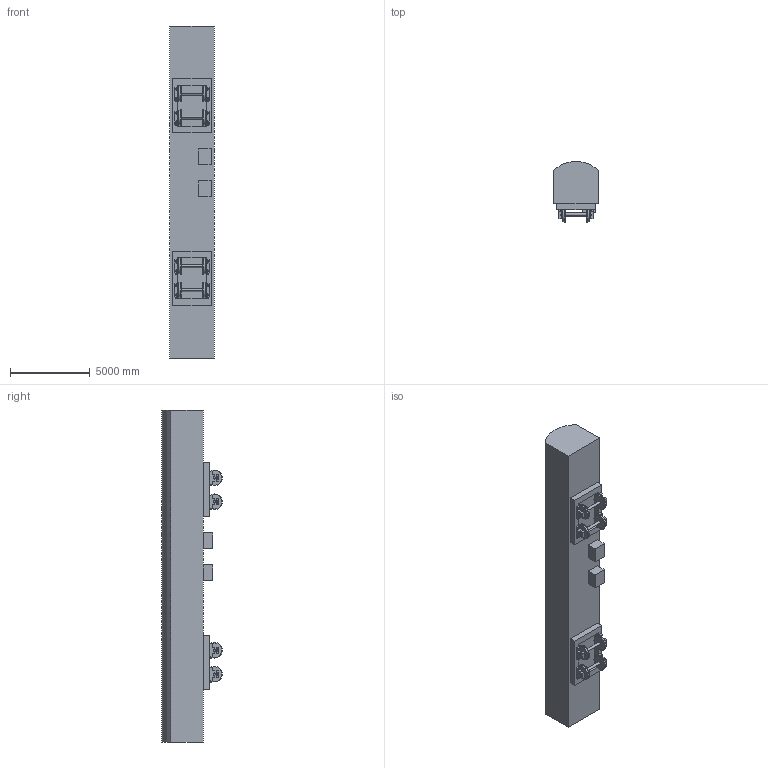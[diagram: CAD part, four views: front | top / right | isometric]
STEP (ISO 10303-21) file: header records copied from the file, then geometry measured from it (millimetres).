
FILE_DESCRIPTION (( 'STEP AP214' ), '1' );
FILE_NAME ('Trailer car TC (G-SBOM).STEP', '2022-01-04T16:00:39', ( '' ), ( '' ), 'SwSTEP 2.0', 'SolidWorks 2019', '' );
FILE_SCHEMA (( 'AUTOMOTIVE_DESIGN' ));
Length unit declared in the file: millimetre
Products named in the file (17): Bogie composition ZZ-31594 (G-SBOM); Bogie composition ZZ-31586 (G-SBOM); Wheelset and axle box LZ-3159219; Wheelset LC; Drawing of equipment under vehicle CZ; Bogie frame GJ; Air conditioning unit KT-190143518; Wheelset and axle box LZ-31582111; Cooling fan LN; Bearing ZX-190128472; Trailer car TC (G-SBOM); Equipment under vehicle CA; Axle box temperature sensor WD; Drawing of trailer body CT; Evaporating fan ZF; Lifting device of wheel set LT
Assembly tree (25 placements, depth 5):
  Trailer car TC (G-SBOM)
    Drawing of trailer body CT
    Bogie composition ZZ-31586 (G-SBOM)
      Bogie frame GJ
      Wheelset and axle box LZ-31582111
        Wheelset LC
        Bearing ZX-190128472  x2
        Axle box temperature sensor WD  x2
      Wheelset and axle box LZ-3159219
      Lifting device of wheel set LT  x4
    Bogie composition ZZ-31594 (G-SBOM)
    Drawing of equipment under vehicle CZ
      Equipment under vehicle CA
        Air conditioning unit KT-190143518
          Evaporating fan ZF
          Cooling fan LN  x2
        Air conditioning unit KT-190143518
          Evaporating fan ZF
          Cooling fan LN  x2
Bounding box: 2800 x 3791.58 x 20800 mm (x, y, z)
Volume: 146508738792.7 mm3; surface area: 292621919.6 mm2
Topology: 45 solids, 45 shells, 730 faces, 1744 edges, 1152 vertices
Faces by surface type: plane 361, cylinder 217, bspline 120, cone 32
Entity records: 22235 total; most frequent: CARTESIAN_POINT 5090, DIRECTION 2546, ORIENTED_EDGE 2516, EDGE_CURVE 1258, AXIS2_PLACEMENT_3D 876, VERTEX_POINT 828, LINE 794, VECTOR 794
